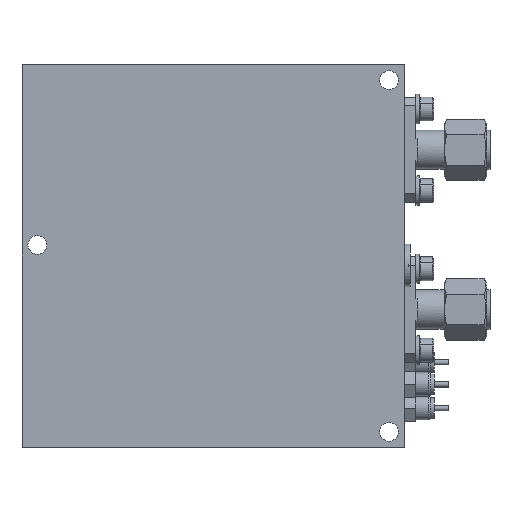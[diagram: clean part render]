
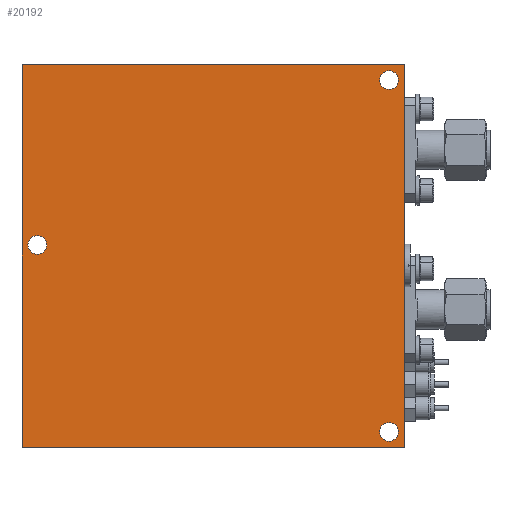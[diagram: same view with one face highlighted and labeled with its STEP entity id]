
A CAD part, front view. The second image highlights one B-rep face of the part: STEP entity #20192.
In plain terms, the highlighted planar face has unit normal (0, -1, 0).
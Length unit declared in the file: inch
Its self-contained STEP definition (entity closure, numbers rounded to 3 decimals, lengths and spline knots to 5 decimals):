
#49 = ORIENTED_EDGE ( 'NONE', *, *, #7343, .T. ) ;
#307 = VERTEX_POINT ( 'NONE', #24399 ) ;
#1528 = CARTESIAN_POINT ( 'NONE',  ( 0.19659, 0.01346, 1.18115 ) ) ;
#1536 = FACE_BOUND ( 'NONE', #9313, .T. ) ;
#2725 = CARTESIAN_POINT ( 'NONE',  ( 0.19659, 0.01346, -1.06885 ) ) ;
#3081 = CARTESIAN_POINT ( 'NONE',  ( -1.96341, 0.01346, 0.12115 ) ) ;
#3180 = VECTOR ( 'NONE', #17247, 39.37008 ) ;
#4311 = DIRECTION ( 'NONE',  ( 1., 0., 0. ) ) ;
#4368 = CARTESIAN_POINT ( 'NONE',  ( 0.10659, 0.01346, -0.97885 ) ) ;
#4424 = VECTOR ( 'NONE', #44341, 39.37008 ) ;
#7070 = DIRECTION ( 'NONE',  ( -1., 0., 0. ) ) ;
#7343 = EDGE_CURVE ( 'NONE', #26757, #30136, #43640, .T. ) ;
#7855 = EDGE_CURVE ( 'NONE', #30136, #26757, #27820, .T. ) ;
#9313 = EDGE_LOOP ( 'NONE', ( #18082, #49 ) ) ;
#9578 = VERTEX_POINT ( 'NONE', #21394 ) ;
#9899 = FACE_BOUND ( 'NONE', #30337, .T. ) ;
#11680 = ORIENTED_EDGE ( 'NONE', *, *, #40426, .T. ) ;
#11709 = ORIENTED_EDGE ( 'NONE', *, *, #43151, .T. ) ;
#11931 = CARTESIAN_POINT ( 'NONE',  ( -2.05341, 0.01346, -1.06885 ) ) ;
#11954 = AXIS2_PLACEMENT_3D ( 'NONE', #43625, #22067, #43940 ) ;
#11970 = CIRCLE ( 'NONE', #36605, 0.055 ) ;
#12530 = ORIENTED_EDGE ( 'NONE', *, *, #29780, .T. ) ;
#13510 = DIRECTION ( 'NONE',  ( 0., 1., 0. ) ) ;
#14735 = DIRECTION ( 'NONE',  ( 0., 0., 1. ) ) ;
#14834 = DIRECTION ( 'NONE',  ( 0., 1., 0. ) ) ;
#16024 = ORIENTED_EDGE ( 'NONE', *, *, #16367, .T. ) ;
#16275 = CIRCLE ( 'NONE', #46545, 0.055 ) ;
#16367 = EDGE_CURVE ( 'NONE', #28561, #28443, #16275, .T. ) ;
#17247 = DIRECTION ( 'NONE',  ( 0., 0., 1. ) ) ;
#17873 = VERTEX_POINT ( 'NONE', #24166 ) ;
#18082 = ORIENTED_EDGE ( 'NONE', *, *, #7855, .T. ) ;
#19450 = FACE_BOUND ( 'NONE', #44189, .T. ) ;
#20024 = EDGE_CURVE ( 'NONE', #38830, #9578, #44748, .T. ) ;
#20155 = CARTESIAN_POINT ( 'NONE',  ( 0.10659, 0.01346, 1.09115 ) ) ;
#20192 = ADVANCED_FACE ( 'NONE', ( #1536, #19450, #9899, #35111 ), #26153, .T. ) ;
#20654 = CARTESIAN_POINT ( 'NONE',  ( 0.10659, 0.01346, 1.03615 ) ) ;
#20884 = ORIENTED_EDGE ( 'NONE', *, *, #41764, .F. ) ;
#21394 = CARTESIAN_POINT ( 'NONE',  ( -2.05341, 0.01346, 1.18115 ) ) ;
#21822 = CIRCLE ( 'NONE', #30351, 0.055 ) ;
#22067 = DIRECTION ( 'NONE',  ( 0., -1., 0. ) ) ;
#22575 = EDGE_LOOP ( 'NONE', ( #40529, #33612, #20884, #37467 ) ) ;
#23311 = DIRECTION ( 'NONE',  ( 0., 0., 1. ) ) ;
#24166 = CARTESIAN_POINT ( 'NONE',  ( 0.19659, 0.01346, 1.18115 ) ) ;
#24399 = CARTESIAN_POINT ( 'NONE',  ( -1.96341, 0.01346, 0.06615 ) ) ;
#24894 = CARTESIAN_POINT ( 'NONE',  ( -2.05341, 0.01346, -1.06885 ) ) ;
#25390 = CARTESIAN_POINT ( 'NONE',  ( 0.10659, 0.01346, -0.97885 ) ) ;
#26153 = PLANE ( 'NONE',  #11954 ) ;
#26757 = VERTEX_POINT ( 'NONE', #32470 ) ;
#27071 = DIRECTION ( 'NONE',  ( 0., 0., 1. ) ) ;
#27499 = DIRECTION ( 'NONE',  ( 0., 1., 0. ) ) ;
#27820 = CIRCLE ( 'NONE', #46516, 0.055 ) ;
#28075 = DIRECTION ( 'NONE',  ( 0., 0., 1. ) ) ;
#28443 = VERTEX_POINT ( 'NONE', #20654 ) ;
#28561 = VERTEX_POINT ( 'NONE', #46478 ) ;
#28624 = LINE ( 'NONE', #24894, #41568 ) ;
#29075 = CARTESIAN_POINT ( 'NONE',  ( 0.10659, 0.01346, -0.92385 ) ) ;
#29780 = EDGE_CURVE ( 'NONE', #42923, #307, #11970, .T. ) ;
#30110 = CIRCLE ( 'NONE', #42717, 0.055 ) ;
#30136 = VERTEX_POINT ( 'NONE', #29075 ) ;
#30337 = EDGE_LOOP ( 'NONE', ( #12530, #11709 ) ) ;
#30351 = AXIS2_PLACEMENT_3D ( 'NONE', #35130, #13510, #28075 ) ;
#30477 = VECTOR ( 'NONE', #4311, 39.37008 ) ;
#30512 = DIRECTION ( 'NONE',  ( 0., 1., 0. ) ) ;
#30680 = DIRECTION ( 'NONE',  ( 0., 1., 0. ) ) ;
#30744 = LINE ( 'NONE', #1528, #4424 ) ;
#31973 = CARTESIAN_POINT ( 'NONE',  ( -2.05341, 0.01346, 1.18115 ) ) ;
#32184 = VERTEX_POINT ( 'NONE', #2725 ) ;
#32470 = CARTESIAN_POINT ( 'NONE',  ( 0.10659, 0.01346, -1.03385 ) ) ;
#33248 = LINE ( 'NONE', #43838, #30477 ) ;
#33612 = ORIENTED_EDGE ( 'NONE', *, *, #39453, .F. ) ;
#35111 = FACE_OUTER_BOUND ( 'NONE', #22575, .T. ) ;
#35130 = CARTESIAN_POINT ( 'NONE',  ( 0.10659, 0.01346, 1.09115 ) ) ;
#36227 = DIRECTION ( 'NONE',  ( 0., 1., 0. ) ) ;
#36605 = AXIS2_PLACEMENT_3D ( 'NONE', #41066, #30680, #23311 ) ;
#37077 = CARTESIAN_POINT ( 'NONE',  ( -1.96341, 0.01346, 0.17615 ) ) ;
#37333 = EDGE_CURVE ( 'NONE', #9578, #17873, #33248, .T. ) ;
#37467 = ORIENTED_EDGE ( 'NONE', *, *, #37333, .F. ) ;
#38301 = DIRECTION ( 'NONE',  ( 0., 0., 1. ) ) ;
#38830 = VERTEX_POINT ( 'NONE', #11931 ) ;
#39453 = EDGE_CURVE ( 'NONE', #32184, #38830, #28624, .T. ) ;
#40390 = DIRECTION ( 'NONE',  ( 0., 0., 1. ) ) ;
#40426 = EDGE_CURVE ( 'NONE', #28443, #28561, #21822, .T. ) ;
#40529 = ORIENTED_EDGE ( 'NONE', *, *, #20024, .F. ) ;
#41066 = CARTESIAN_POINT ( 'NONE',  ( -1.96341, 0.01346, 0.12115 ) ) ;
#41568 = VECTOR ( 'NONE', #7070, 39.37008 ) ;
#41764 = EDGE_CURVE ( 'NONE', #17873, #32184, #30744, .T. ) ;
#42717 = AXIS2_PLACEMENT_3D ( 'NONE', #3081, #27499, #38301 ) ;
#42923 = VERTEX_POINT ( 'NONE', #37077 ) ;
#43151 = EDGE_CURVE ( 'NONE', #307, #42923, #30110, .T. ) ;
#43625 = CARTESIAN_POINT ( 'NONE',  ( -2.05341, 0.01346, 1.18115 ) ) ;
#43640 = CIRCLE ( 'NONE', #45583, 0.055 ) ;
#43838 = CARTESIAN_POINT ( 'NONE',  ( -2.05341, 0.01346, 1.18115 ) ) ;
#43940 = DIRECTION ( 'NONE',  ( 0., 0., -1. ) ) ;
#44189 = EDGE_LOOP ( 'NONE', ( #16024, #11680 ) ) ;
#44341 = DIRECTION ( 'NONE',  ( 0., 0., -1. ) ) ;
#44748 = LINE ( 'NONE', #31973, #3180 ) ;
#45583 = AXIS2_PLACEMENT_3D ( 'NONE', #25390, #36227, #14735 ) ;
#46478 = CARTESIAN_POINT ( 'NONE',  ( 0.10659, 0.01346, 1.14615 ) ) ;
#46516 = AXIS2_PLACEMENT_3D ( 'NONE', #4368, #14834, #40390 ) ;
#46545 = AXIS2_PLACEMENT_3D ( 'NONE', #20155, #30512, #27071 ) ;
